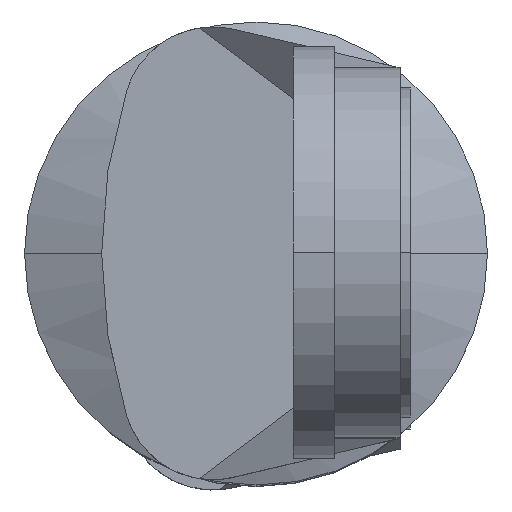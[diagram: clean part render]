
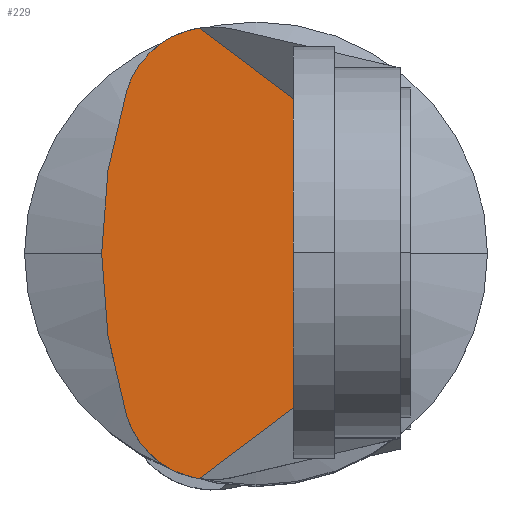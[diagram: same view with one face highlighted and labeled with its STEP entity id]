
A CAD part, top view. The second image highlights one B-rep face of the part: STEP entity #229.
In plain terms, the highlighted planar face has unit normal (0, 0, 1).
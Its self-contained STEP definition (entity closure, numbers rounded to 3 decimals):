
#229=ADVANCED_FACE('',(#544),#543,.F.);
#543=PLANE('',#1331);
#544=FACE_OUTER_BOUND('',#1332,.T.);
#1328=CARTESIAN_POINT('',(5.058,-13.136,92.2));
#1329=DIRECTION('',(0.,0.,-1.));
#1330=DIRECTION('',(-1.,0.,0.));
#1331=AXIS2_PLACEMENT_3D('',#1328,#1329,#1330);
#1332=EDGE_LOOP('',(#1873,#1874,#1875,#1876,#1877,#1878));
#1873=ORIENTED_EDGE('',*,*,#2204,.F.);
#1874=ORIENTED_EDGE('',*,*,#2229,.F.);
#1875=ORIENTED_EDGE('',*,*,#2236,.F.);
#1876=ORIENTED_EDGE('',*,*,#2230,.F.);
#1877=ORIENTED_EDGE('',*,*,#2208,.F.);
#1878=ORIENTED_EDGE('',*,*,#2201,.F.);
#2201=EDGE_CURVE('',#2642,#2649,#2650,.T.);
#2204=EDGE_CURVE('',#2662,#2642,#2669,.T.);
#2208=EDGE_CURVE('',#2649,#2695,#2696,.T.);
#2229=EDGE_CURVE('',#2832,#2662,#2839,.T.);
#2230=EDGE_CURVE('',#2695,#2845,#2846,.T.);
#2236=EDGE_CURVE('',#2845,#2832,#2885,.T.);
#2642=VERTEX_POINT('',#3857);
#2649=VERTEX_POINT('',#3861);
#2650=CIRCLE('',#3865,26.323);
#2662=VERTEX_POINT('',#3869);
#2669=CIRCLE('',#3876,4.397);
#2695=VERTEX_POINT('',#3890);
#2696=CIRCLE('',#3894,4.397);
#2832=VERTEX_POINT('',#3978);
#2839=LINE('',#3982,#3983);
#2845=VERTEX_POINT('',#3985);
#2846=LINE('',#3986,#3987);
#2885=LINE('',#4010,#4011);
#3857=CARTESIAN_POINT('',(-6.278,-7.927,92.2));
#3861=CARTESIAN_POINT('',(-6.278,7.927,92.2));
#3862=CARTESIAN_POINT('',(18.823,0.,92.2));
#3863=DIRECTION('',(0.,0.,-1.));
#3864=DIRECTION('',(1.,0.,0.));
#3865=AXIS2_PLACEMENT_3D('',#3862,#3863,#3864);
#3869=CARTESIAN_POINT('',(-2.766,-10.947,92.2));
#3873=CARTESIAN_POINT('',(-2.085,-6.603,92.2));
#3874=DIRECTION('',(0.,0.,-1.));
#3875=DIRECTION('',(1.,0.,0.));
#3876=AXIS2_PLACEMENT_3D('',#3873,#3874,#3875);
#3890=CARTESIAN_POINT('',(-2.766,10.947,92.2));
#3891=CARTESIAN_POINT('',(-2.085,6.603,92.2));
#3892=DIRECTION('',(0.,0.,-1.));
#3893=DIRECTION('',(1.,0.,0.));
#3894=AXIS2_PLACEMENT_3D('',#3891,#3892,#3893);
#3978=CARTESIAN_POINT('',(3.8,-6.,92.2));
#3982=CARTESIAN_POINT('',(3.8,-6.,92.2));
#3983=VECTOR('',#3984,8.221);
#3984=DIRECTION('',(-0.799,-0.602,0.));
#3985=CARTESIAN_POINT('',(3.8,6.,92.2));
#3986=CARTESIAN_POINT('',(-2.766,10.947,92.2));
#3987=VECTOR('',#3988,8.221);
#3988=DIRECTION('',(0.799,-0.602,0.));
#4010=CARTESIAN_POINT('',(3.8,6.,92.2));
#4011=VECTOR('',#4012,12.);
#4012=DIRECTION('',(0.,-1.,0.));
